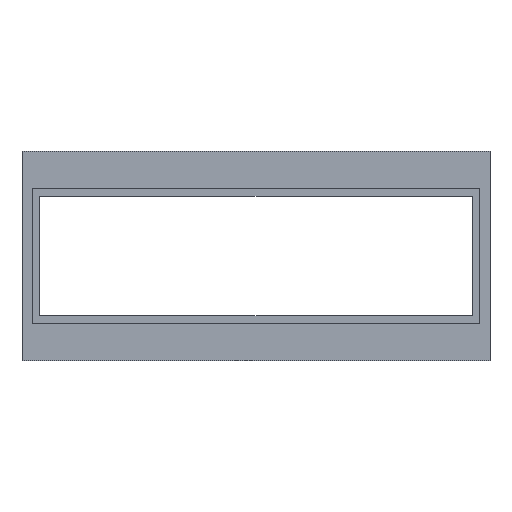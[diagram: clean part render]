
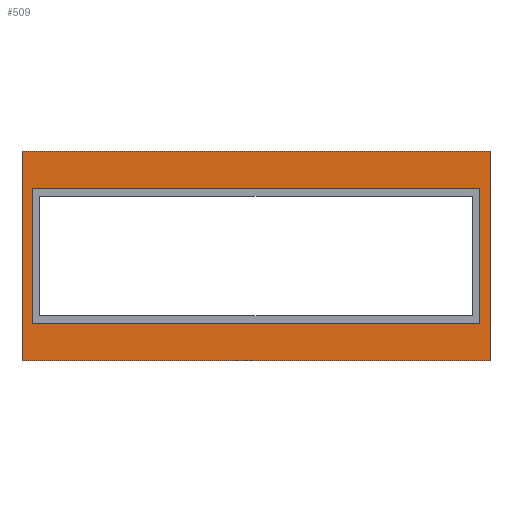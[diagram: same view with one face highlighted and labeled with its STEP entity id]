
A CAD part, front view. The second image highlights one B-rep face of the part: STEP entity #509.
In plain terms, the highlighted planar face has unit normal (0, -1, 0).
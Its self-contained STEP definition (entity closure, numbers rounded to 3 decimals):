
#490=AXIS2_PLACEMENT_3D('Plane Axis2P3D',#487,#488,#489) ;
#212=CARTESIAN_POINT('Vertex',(-57.9,76.,31.)) ;
#215=CARTESIAN_POINT('Line Origine',(33.8,76.,31.)) ;
#219=CARTESIAN_POINT('Vertex',(125.5,76.,31.)) ;
#302=CARTESIAN_POINT('Line Origine',(125.5,76.,-10.)) ;
#306=CARTESIAN_POINT('Vertex',(125.5,76.,-51.)) ;
#330=CARTESIAN_POINT('Vertex',(-57.9,76.,-51.)) ;
#333=CARTESIAN_POINT('Line Origine',(-57.9,76.,-10.)) ;
#400=CARTESIAN_POINT('Vertex',(-53.9,76.,-36.5)) ;
#403=CARTESIAN_POINT('Line Origine',(33.8,76.,-36.5)) ;
#407=CARTESIAN_POINT('Vertex',(121.5,76.,-36.5)) ;
#431=CARTESIAN_POINT('Vertex',(121.5,76.,16.5)) ;
#434=CARTESIAN_POINT('Line Origine',(33.8,76.,16.5)) ;
#438=CARTESIAN_POINT('Vertex',(-53.9,76.,16.5)) ;
#458=CARTESIAN_POINT('Line Origine',(121.5,76.,-10.)) ;
#475=CARTESIAN_POINT('Line Origine',(-53.9,76.,-10.)) ;
#487=CARTESIAN_POINT('Axis2P3D Location',(0.,76.,31.)) ;
#492=CARTESIAN_POINT('Line Origine',(33.8,76.,-51.)) ;
#216=DIRECTION('Vector Direction',(-1.,0.,0.)) ;
#303=DIRECTION('Vector Direction',(0.,0.,1.)) ;
#334=DIRECTION('Vector Direction',(0.,0.,1.)) ;
#404=DIRECTION('Vector Direction',(-1.,0.,0.)) ;
#435=DIRECTION('Vector Direction',(-1.,0.,0.)) ;
#459=DIRECTION('Vector Direction',(0.,0.,-1.)) ;
#476=DIRECTION('Vector Direction',(0.,0.,-1.)) ;
#488=DIRECTION('Axis2P3D Direction',(0.,1.,0.)) ;
#489=DIRECTION('Axis2P3D XDirection',(0.,0.,-1.)) ;
#493=DIRECTION('Vector Direction',(-1.,0.,0.)) ;
#217=VECTOR('Line Direction',#216,1.) ;
#304=VECTOR('Line Direction',#303,1.) ;
#335=VECTOR('Line Direction',#334,1.) ;
#405=VECTOR('Line Direction',#404,1.) ;
#436=VECTOR('Line Direction',#435,1.) ;
#460=VECTOR('Line Direction',#459,1.) ;
#477=VECTOR('Line Direction',#476,1.) ;
#494=VECTOR('Line Direction',#493,1.) ;
#498=ORIENTED_EDGE('',*,*,#337,.T.) ;
#499=ORIENTED_EDGE('',*,*,#496,.F.) ;
#500=ORIENTED_EDGE('',*,*,#308,.F.) ;
#501=ORIENTED_EDGE('',*,*,#221,.T.) ;
#504=ORIENTED_EDGE('',*,*,#409,.T.) ;
#505=ORIENTED_EDGE('',*,*,#479,.F.) ;
#506=ORIENTED_EDGE('',*,*,#440,.F.) ;
#507=ORIENTED_EDGE('',*,*,#462,.T.) ;
#508=FACE_BOUND('',#503,.T.) ;
#509=ADVANCED_FACE('Mostrina',(#502,#508),#491,.F.) ;
#221=EDGE_CURVE('',#220,#213,#218,.T.) ;
#308=EDGE_CURVE('',#220,#307,#305,.F.) ;
#337=EDGE_CURVE('',#213,#331,#336,.F.) ;
#409=EDGE_CURVE('',#408,#401,#406,.T.) ;
#440=EDGE_CURVE('',#432,#439,#437,.T.) ;
#462=EDGE_CURVE('',#432,#408,#461,.T.) ;
#479=EDGE_CURVE('',#439,#401,#478,.T.) ;
#496=EDGE_CURVE('',#307,#331,#495,.T.) ;
#497=EDGE_LOOP('',(#498,#499,#500,#501)) ;
#503=EDGE_LOOP('',(#504,#505,#506,#507)) ;
#502=FACE_OUTER_BOUND('',#497,.T.) ;
#218=LINE('Line',#215,#217) ;
#305=LINE('Line',#302,#304) ;
#336=LINE('Line',#333,#335) ;
#406=LINE('Line',#403,#405) ;
#437=LINE('Line',#434,#436) ;
#461=LINE('Line',#458,#460) ;
#478=LINE('Line',#475,#477) ;
#495=LINE('Line',#492,#494) ;
#491=PLANE('',#490) ;
#213=VERTEX_POINT('',#212) ;
#220=VERTEX_POINT('',#219) ;
#307=VERTEX_POINT('',#306) ;
#331=VERTEX_POINT('',#330) ;
#401=VERTEX_POINT('',#400) ;
#408=VERTEX_POINT('',#407) ;
#432=VERTEX_POINT('',#431) ;
#439=VERTEX_POINT('',#438) ;
